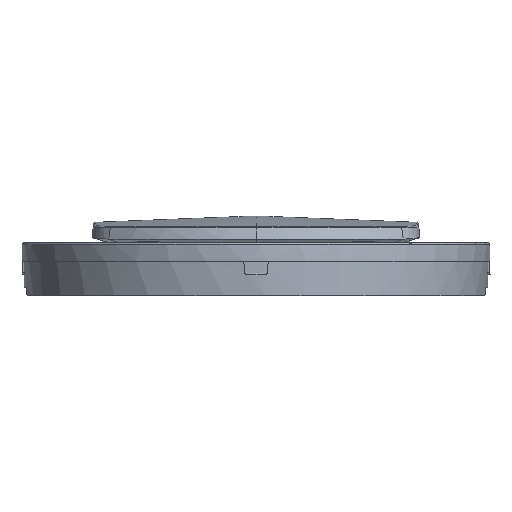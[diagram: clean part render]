
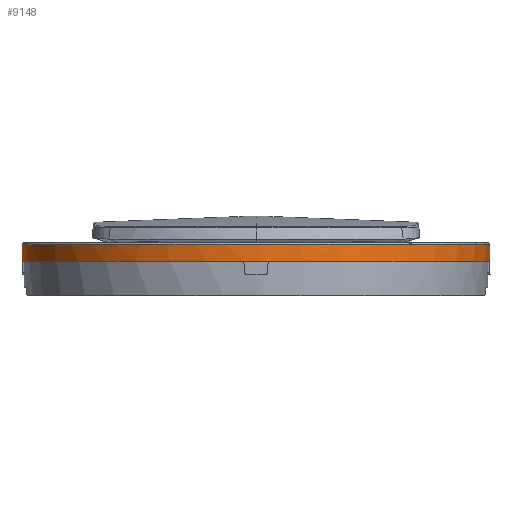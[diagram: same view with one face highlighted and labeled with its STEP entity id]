
A CAD part, front view. The second image highlights one B-rep face of the part: STEP entity #9148.
In plain terms, the highlighted conical face has half-angle 1.5 degrees and reference radius 26.5 mm.
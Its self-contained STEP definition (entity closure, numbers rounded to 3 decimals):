
#9014=AXIS2_PLACEMENT_3D('Circle Axis2P3D',#9012,#9013,$) ;
#9059=AXIS2_PLACEMENT_3D('Circle Axis2P3D',#9057,#9058,$) ;
#9105=AXIS2_PLACEMENT_3D('Cone Axis2P3D',#9102,#9103,#9104) ;
#9116=AXIS2_PLACEMENT_3D('Circle Axis2P3D',#9114,#9115,$) ;
#9121=AXIS2_PLACEMENT_3D('Circle Axis2P3D',#9119,#9120,$) ;
#9126=AXIS2_PLACEMENT_3D('Circle Axis2P3D',#9124,#9125,$) ;
#8656=CARTESIAN_POINT('Vertex',(-26.45,-0.008,8.304)) ;
#8660=CARTESIAN_POINT('Control Point',(26.45,-0.016,8.304)) ;
#8661=CARTESIAN_POINT('Control Point',(26.45,-0.046,8.304)) ;
#8662=CARTESIAN_POINT('Control Point',(26.45,-0.076,8.304)) ;
#8663=CARTESIAN_POINT('Control Point',(26.45,-0.106,8.304)) ;
#8664=CARTESIAN_POINT('Control Point',(26.443,-1.493,8.304)) ;
#8665=CARTESIAN_POINT('Control Point',(26.346,-2.88,8.304)) ;
#8666=CARTESIAN_POINT('Control Point',(26.163,-4.229,8.304)) ;
#8667=CARTESIAN_POINT('Control Point',(24.973,-10.135,8.304)) ;
#8668=CARTESIAN_POINT('Control Point',(22.134,-15.595,8.304)) ;
#8669=CARTESIAN_POINT('Control Point',(19.028,-19.263,8.304)) ;
#8670=CARTESIAN_POINT('Control Point',(13.316,-23.56,8.304)) ;
#8671=CARTESIAN_POINT('Control Point',(6.645,-25.761,8.304)) ;
#8672=CARTESIAN_POINT('Control Point',(4.348,-26.247,8.304)) ;
#8673=CARTESIAN_POINT('Control Point',(-0.312,-26.704,8.304)) ;
#8674=CARTESIAN_POINT('Control Point',(-4.958,-26.138,8.304)) ;
#8675=CARTESIAN_POINT('Control Point',(-7.239,-25.6,8.304)) ;
#8676=CARTESIAN_POINT('Control Point',(-11.643,-24.033,8.304)) ;
#8677=CARTESIAN_POINT('Control Point',(-15.6,-21.55,8.304)) ;
#8678=CARTESIAN_POINT('Control Point',(-17.433,-20.096,8.304)) ;
#8679=CARTESIAN_POINT('Control Point',(-21.304,-16.261,8.304)) ;
#8680=CARTESIAN_POINT('Control Point',(-24.099,-11.552,8.304)) ;
#8681=CARTESIAN_POINT('Control Point',(-25.289,-8.643,8.304)) ;
#8682=CARTESIAN_POINT('Control Point',(-26.129,-5.22,8.304)) ;
#8683=CARTESIAN_POINT('Control Point',(-26.397,-1.741,8.304)) ;
#8684=CARTESIAN_POINT('Control Point',(-26.42,-1.354,8.304)) ;
#8685=CARTESIAN_POINT('Control Point',(-26.44,-0.852,8.304)) ;
#8686=CARTESIAN_POINT('Control Point',(-26.448,-0.35,8.304)) ;
#8687=CARTESIAN_POINT('Control Point',(-26.449,-0.236,8.304)) ;
#8688=CARTESIAN_POINT('Control Point',(-26.45,-0.122,8.304)) ;
#8689=CARTESIAN_POINT('Control Point',(-26.45,-0.008,8.304)) ;
#8690=CARTESIAN_POINT('Vertex',(26.45,-0.016,8.304)) ;
#8727=CARTESIAN_POINT('Control Point',(26.45,0.,8.304)) ;
#8728=CARTESIAN_POINT('Control Point',(26.45,-0.003,8.304)) ;
#8729=CARTESIAN_POINT('Control Point',(26.45,-0.006,8.304)) ;
#8730=CARTESIAN_POINT('Control Point',(26.45,-0.01,8.304)) ;
#8731=CARTESIAN_POINT('Control Point',(26.45,-0.013,8.304)) ;
#8732=CARTESIAN_POINT('Control Point',(26.45,-0.016,8.304)) ;
#8733=CARTESIAN_POINT('Vertex',(26.45,0.,8.304)) ;
#8860=CARTESIAN_POINT('Vertex',(-26.45,0.,8.304)) ;
#8864=CARTESIAN_POINT('Control Point',(-26.45,-0.008,8.304)) ;
#8865=CARTESIAN_POINT('Control Point',(-26.45,-0.007,8.304)) ;
#8866=CARTESIAN_POINT('Control Point',(-26.45,-0.005,8.304)) ;
#8867=CARTESIAN_POINT('Control Point',(-26.45,-0.003,8.304)) ;
#8868=CARTESIAN_POINT('Control Point',(-26.45,-0.002,8.304)) ;
#8869=CARTESIAN_POINT('Control Point',(-26.45,0.,8.304)) ;
#9002=CARTESIAN_POINT('Vertex',(-26.464,-1.381,6.4)) ;
#9009=CARTESIAN_POINT('Vertex',(-1.381,-26.464,6.4)) ;
#9012=CARTESIAN_POINT('Axis2P3D Location',(0.,0.,6.4)) ;
#9054=CARTESIAN_POINT('Vertex',(26.464,-1.381,6.4)) ;
#9057=CARTESIAN_POINT('Axis2P3D Location',(0.,0.,6.4)) ;
#9061=CARTESIAN_POINT('Vertex',(1.381,-26.464,6.4)) ;
#9102=CARTESIAN_POINT('Axis2P3D Location',(0.,0.,6.4)) ;
#9107=CARTESIAN_POINT('Line Origine',(-26.473,0.,7.45)) ;
#9111=CARTESIAN_POINT('Vertex',(-26.5,0.,6.4)) ;
#9114=CARTESIAN_POINT('Axis2P3D Location',(0.,0.,6.4)) ;
#9119=CARTESIAN_POINT('Axis2P3D Location',(0.,0.,6.4)) ;
#9124=CARTESIAN_POINT('Axis2P3D Location',(0.,0.,6.4)) ;
#9128=CARTESIAN_POINT('Vertex',(26.5,0.,6.4)) ;
#9131=CARTESIAN_POINT('Line Origine',(26.473,0.,7.45)) ;
#9013=DIRECTION('Axis2P3D Direction',(0.,0.,1.)) ;
#9058=DIRECTION('Axis2P3D Direction',(0.,0.,1.)) ;
#9103=DIRECTION('Axis2P3D Direction',(-0.,-0.,-1.)) ;
#9104=DIRECTION('Axis2P3D XDirection',(-1.,0.,0.)) ;
#9108=DIRECTION('Vector Direction',(-0.026,0.,-1.)) ;
#9115=DIRECTION('Axis2P3D Direction',(0.,0.,1.)) ;
#9120=DIRECTION('Axis2P3D Direction',(0.,0.,1.)) ;
#9125=DIRECTION('Axis2P3D Direction',(0.,0.,1.)) ;
#9132=DIRECTION('Vector Direction',(0.026,0.,-1.)) ;
#9109=VECTOR('Line Direction',#9108,1.) ;
#9133=VECTOR('Line Direction',#9132,1.) ;
#9137=ORIENTED_EDGE('',*,*,#8735,.F.) ;
#9138=ORIENTED_EDGE('',*,*,#8692,.F.) ;
#9139=ORIENTED_EDGE('',*,*,#8870,.F.) ;
#9140=ORIENTED_EDGE('',*,*,#9113,.F.) ;
#9141=ORIENTED_EDGE('',*,*,#9118,.F.) ;
#9142=ORIENTED_EDGE('',*,*,#9016,.F.) ;
#9143=ORIENTED_EDGE('',*,*,#9123,.F.) ;
#9144=ORIENTED_EDGE('',*,*,#9063,.F.) ;
#9145=ORIENTED_EDGE('',*,*,#9130,.F.) ;
#9146=ORIENTED_EDGE('',*,*,#9135,.T.) ;
#9148=ADVANCED_FACE('ED11675_A.1\\bague',(#9147),#9106,.T.) ;
#8659=B_SPLINE_CURVE_WITH_KNOTS('',5,(#8660,#8661,#8662,#8663,#8664,#8665,#8666,#8667,#8668,#8669,#8670,#8671,#8672,#8673,#8674,#8675,#8676,#8677,#8678,#8679,#8680,#8681,#8682,#8683,#8684,#8685,#8686,#8687,#8688,#8689),.UNSPECIFIED.,.F.,.U.,(6,3,3,3,3,3,3,3,3,6),(23.635,23.839,33.108,64.896,80.792,96.688,112.564,133.738,136.388,137.166),.UNSPECIFIED.) ;
#8726=B_SPLINE_CURVE_WITH_KNOTS('',5,(#8727,#8728,#8729,#8730,#8731,#8732),.UNSPECIFIED.,.F.,.U.,(6,6),(47.975,47.997),.UNSPECIFIED.) ;
#8863=B_SPLINE_CURVE_WITH_KNOTS('',5,(#8864,#8865,#8866,#8867,#8868,#8869),.UNSPECIFIED.,.F.,.U.,(6,6),(50.628,50.639),.UNSPECIFIED.) ;
#9015=CIRCLE('generated circle',#9014,26.5) ;
#9060=CIRCLE('generated circle',#9059,26.5) ;
#9117=CIRCLE('generated circle',#9116,26.5) ;
#9122=CIRCLE('generated circle',#9121,26.5) ;
#9127=CIRCLE('generated circle',#9126,26.5) ;
#9106=CONICAL_SURFACE('Cone',#9105,26.5,0.026) ;
#8692=EDGE_CURVE('',#8657,#8691,#8659,.F.) ;
#8735=EDGE_CURVE('',#8691,#8734,#8726,.F.) ;
#8870=EDGE_CURVE('',#8861,#8657,#8863,.F.) ;
#9016=EDGE_CURVE('',#9010,#9003,#9015,.F.) ;
#9063=EDGE_CURVE('',#9055,#9062,#9060,.F.) ;
#9113=EDGE_CURVE('',#9112,#8861,#9110,.F.) ;
#9118=EDGE_CURVE('',#9003,#9112,#9117,.F.) ;
#9123=EDGE_CURVE('',#9062,#9010,#9122,.F.) ;
#9130=EDGE_CURVE('',#9129,#9055,#9127,.F.) ;
#9135=EDGE_CURVE('',#9129,#8734,#9134,.F.) ;
#9136=EDGE_LOOP('',(#9137,#9138,#9139,#9140,#9141,#9142,#9143,#9144,#9145,#9146)) ;
#9147=FACE_OUTER_BOUND('',#9136,.T.) ;
#9110=LINE('Line',#9107,#9109) ;
#9134=LINE('Line',#9131,#9133) ;
#8657=VERTEX_POINT('',#8656) ;
#8691=VERTEX_POINT('',#8690) ;
#8734=VERTEX_POINT('',#8733) ;
#8861=VERTEX_POINT('',#8860) ;
#9003=VERTEX_POINT('',#9002) ;
#9010=VERTEX_POINT('',#9009) ;
#9055=VERTEX_POINT('',#9054) ;
#9062=VERTEX_POINT('',#9061) ;
#9112=VERTEX_POINT('',#9111) ;
#9129=VERTEX_POINT('',#9128) ;
